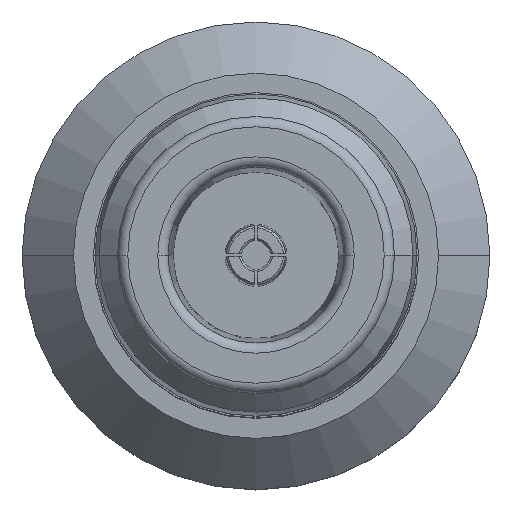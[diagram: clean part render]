
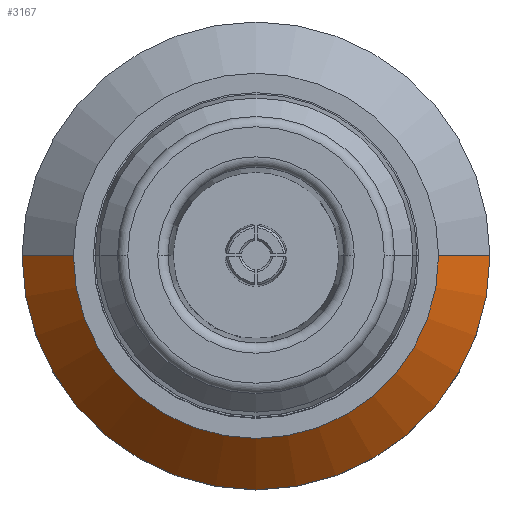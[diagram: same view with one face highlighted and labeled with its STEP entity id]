
A CAD part, top view. The second image highlights one B-rep face of the part: STEP entity #3167.
In plain terms, the highlighted conical face has half-angle 45 degrees and reference radius 11.4 mm.
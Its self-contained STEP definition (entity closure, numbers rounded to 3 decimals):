
#83 = EDGE_CURVE ( 'NONE', #3774, #3973, #3302, .T. ) ;
#94 = EDGE_CURVE ( 'NONE', #3830, #3965, #3309, .T. ) ;
#153 = EDGE_CURVE ( 'NONE', #3973, #3965, #5475, .T. ) ;
#166 = EDGE_CURVE ( 'NONE', #3774, #3830, #5523, .T. ) ;
#1586 = AXIS2_PLACEMENT_3D ( 'NONE', #4538, #4539, #4540 ) ;
#1589 = AXIS2_PLACEMENT_3D ( 'NONE', #4493, #4497, #4498 ) ;
#1638 = VECTOR ( 'NONE', #5477, 1000. ) ;
#1654 = VECTOR ( 'NONE', #5525, 1000. ) ;
#2028 = FACE_OUTER_BOUND ( 'NONE', #3093, .T. ) ;
#2041 = ORIENTED_EDGE ( 'NONE', *, *, #83, .F. ) ;
#2060 = ORIENTED_EDGE ( 'NONE', *, *, #153, .F. ) ;
#2067 = ORIENTED_EDGE ( 'NONE', *, *, #166, .T. ) ;
#2072 = ORIENTED_EDGE ( 'NONE', *, *, #94, .T. ) ;
#2649 = AXIS2_PLACEMENT_3D ( 'NONE', #8926, #8927, #8928 ) ;
#3093 = EDGE_LOOP ( 'NONE', ( #2060, #2041, #2067, #2072 ) ) ;
#3167 = ADVANCED_FACE ( 'NONE', ( #2028 ), #3578, .T. ) ;
#3302 = CIRCLE ( 'NONE', #1589, 8.9 ) ;
#3309 = CIRCLE ( 'NONE', #1586, 11.4 ) ;
#3578 = CONICAL_SURFACE ( 'NONE', #2649, 11.4, 0.785 ) ;
#3774 = VERTEX_POINT ( 'NONE', #10233 ) ;
#3830 = VERTEX_POINT ( 'NONE', #10289 ) ;
#3965 = VERTEX_POINT ( 'NONE', #10424 ) ;
#3973 = VERTEX_POINT ( 'NONE', #10432 ) ;
#4493 = CARTESIAN_POINT ( 'NONE',  ( 0., 0., 0. ) ) ;
#4497 = DIRECTION ( 'NONE',  ( 0., 0., 1. ) ) ;
#4498 = DIRECTION ( 'NONE',  ( 1., 0., 0. ) ) ;
#4538 = CARTESIAN_POINT ( 'NONE',  ( 0., 0., -2.5 ) ) ;
#4539 = DIRECTION ( 'NONE',  ( 0., 0., 1. ) ) ;
#4540 = DIRECTION ( 'NONE',  ( 1., 0., 0. ) ) ;
#5475 = LINE ( 'NONE', #5476, #1638 ) ;
#5476 = CARTESIAN_POINT ( 'NONE',  ( 11.4, 0., -2.5 ) ) ;
#5477 = DIRECTION ( 'NONE',  ( 0.707, 0., -0.707 ) ) ;
#5523 = LINE ( 'NONE', #5524, #1654 ) ;
#5524 = CARTESIAN_POINT ( 'NONE',  ( -11.4, 0., -2.5 ) ) ;
#5525 = DIRECTION ( 'NONE',  ( -0.707, 0., -0.707 ) ) ;
#8926 = CARTESIAN_POINT ( 'NONE',  ( 0., 0., -2.5 ) ) ;
#8927 = DIRECTION ( 'NONE',  ( 0., 0., -1. ) ) ;
#8928 = DIRECTION ( 'NONE',  ( -1., 0., 0. ) ) ;
#10233 = CARTESIAN_POINT ( 'NONE',  ( -8.9, 0., 0. ) ) ;
#10289 = CARTESIAN_POINT ( 'NONE',  ( -11.4, 0., -2.5 ) ) ;
#10424 = CARTESIAN_POINT ( 'NONE',  ( 11.4, 0., -2.5 ) ) ;
#10432 = CARTESIAN_POINT ( 'NONE',  ( 8.9, 0., 0. ) ) ;
